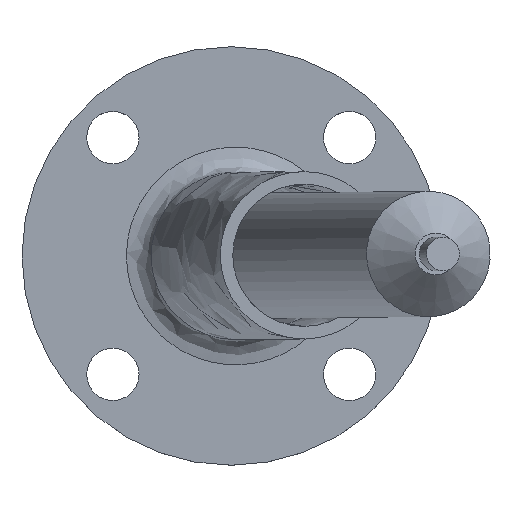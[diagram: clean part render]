
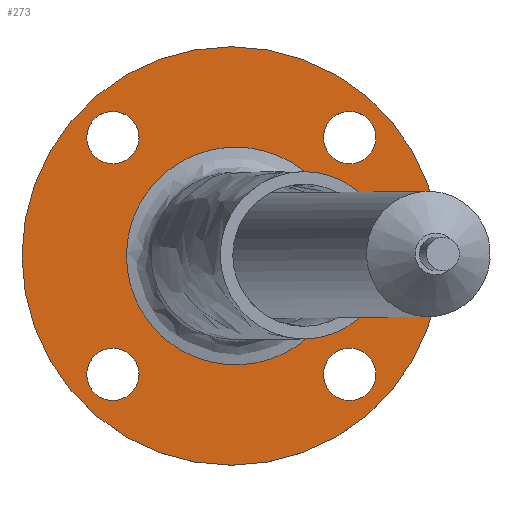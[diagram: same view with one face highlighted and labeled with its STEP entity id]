
A CAD part, top view. The second image highlights one B-rep face of the part: STEP entity #273.
In plain terms, the highlighted planar face has unit normal (0, 0, 1).
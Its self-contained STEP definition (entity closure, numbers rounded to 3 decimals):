
#23=B_SPLINE_CURVE_WITH_KNOTS('',3,(#617,#618,#619,#620,#621,#622,#623,
#624,#625,#626,#627,#628,#629,#630,#631,#632,#633),.UNSPECIFIED.,.T.,.F.,
(4,1,1,1,1,1,1,1,1,1,1,1,1,1,4),(-7.854,-7.405,-6.956,
-6.358,-6.059,-5.46,-5.161,
-4.563,-4.264,-3.665,-3.366,
-2.917,-2.468,-2.02,-1.571),
 .UNSPECIFIED.);
#36=FACE_BOUND('',#88,.T.);
#37=FACE_BOUND('',#89,.T.);
#38=FACE_BOUND('',#90,.T.);
#39=FACE_BOUND('',#91,.T.);
#40=FACE_BOUND('',#92,.T.);
#49=PLANE('',#355);
#68=FACE_OUTER_BOUND('',#87,.T.);
#87=EDGE_LOOP('',(#226));
#88=EDGE_LOOP('',(#227));
#89=EDGE_LOOP('',(#228));
#90=EDGE_LOOP('',(#229));
#91=EDGE_LOOP('',(#230));
#92=EDGE_LOOP('',(#231));
#131=CIRCLE('',#356,25.);
#132=CIRCLE('',#357,3.125);
#133=CIRCLE('',#358,3.125);
#134=CIRCLE('',#359,3.125);
#135=CIRCLE('',#360,3.125);
#149=VERTEX_POINT('',#592);
#153=VERTEX_POINT('',#657);
#154=VERTEX_POINT('',#659);
#155=VERTEX_POINT('',#661);
#156=VERTEX_POINT('',#663);
#157=VERTEX_POINT('',#665);
#177=EDGE_CURVE('',#149,#149,#23,.T.);
#180=EDGE_CURVE('',#153,#153,#131,.T.);
#181=EDGE_CURVE('',#154,#154,#132,.T.);
#182=EDGE_CURVE('',#155,#155,#133,.T.);
#183=EDGE_CURVE('',#156,#156,#134,.T.);
#184=EDGE_CURVE('',#157,#157,#135,.T.);
#226=ORIENTED_EDGE('',*,*,#180,.T.);
#227=ORIENTED_EDGE('',*,*,#181,.T.);
#228=ORIENTED_EDGE('',*,*,#182,.T.);
#229=ORIENTED_EDGE('',*,*,#183,.T.);
#230=ORIENTED_EDGE('',*,*,#184,.T.);
#231=ORIENTED_EDGE('',*,*,#177,.F.);
#273=ADVANCED_FACE('',(#68,#36,#37,#38,#39,#40),#49,.T.);
#355=AXIS2_PLACEMENT_3D('',#656,#415,#416);
#356=AXIS2_PLACEMENT_3D('',#658,#417,#418);
#357=AXIS2_PLACEMENT_3D('',#660,#419,#420);
#358=AXIS2_PLACEMENT_3D('',#662,#421,#422);
#359=AXIS2_PLACEMENT_3D('',#664,#423,#424);
#360=AXIS2_PLACEMENT_3D('',#666,#425,#426);
#415=DIRECTION('center_axis',(0.,0.,1.));
#416=DIRECTION('ref_axis',(1.,0.,0.));
#417=DIRECTION('center_axis',(0.,0.,1.));
#418=DIRECTION('ref_axis',(-1.,0.,0.));
#419=DIRECTION('center_axis',(0.,0.,-1.));
#420=DIRECTION('ref_axis',(1.,0.,0.));
#421=DIRECTION('center_axis',(0.,0.,-1.));
#422=DIRECTION('ref_axis',(1.,0.,0.));
#423=DIRECTION('center_axis',(0.,0.,-1.));
#424=DIRECTION('ref_axis',(1.,0.,0.));
#425=DIRECTION('center_axis',(0.,0.,-1.));
#426=DIRECTION('ref_axis',(1.,0.,0.));
#592=CARTESIAN_POINT('',(13.575,0.,3.));
#617=CARTESIAN_POINT('Ctrl Pts',(13.575,0.,
3.));
#618=CARTESIAN_POINT('Ctrl Pts',(13.575,1.948,3.));
#619=CARTESIAN_POINT('Ctrl Pts',(12.682,5.838,3.));
#620=CARTESIAN_POINT('Ctrl Pts',(8.514,11.049,3.));
#621=CARTESIAN_POINT('Ctrl Pts',(2.832,13.26,3.));
#622=CARTESIAN_POINT('Ctrl Pts',(-3.73,12.771,3.));
#623=CARTESIAN_POINT('Ctrl Pts',(-8.425,10.075,3.));
#624=CARTESIAN_POINT('Ctrl Pts',(-12.149,4.647,3.));
#625=CARTESIAN_POINT('Ctrl Pts',(-12.962,-0.709,3.));
#626=CARTESIAN_POINT('Ctrl Pts',(-11.01,-6.998,3.));
#627=CARTESIAN_POINT('Ctrl Pts',(-7.313,-10.959,3.));
#628=CARTESIAN_POINT('Ctrl Pts',(-1.798,-13.104,3.));
#629=CARTESIAN_POINT('Ctrl Pts',(3.523,-13.109,3.));
#630=CARTESIAN_POINT('Ctrl Pts',(8.932,-10.519,3.));
#631=CARTESIAN_POINT('Ctrl Pts',(12.681,-5.844,3.));
#632=CARTESIAN_POINT('Ctrl Pts',(13.575,-1.948,3.));
#633=CARTESIAN_POINT('Ctrl Pts',(13.575,0.,
3.));
#656=CARTESIAN_POINT('Origin',(0.,0.,3.));
#657=CARTESIAN_POINT('',(25.,0.,3.));
#658=CARTESIAN_POINT('Origin',(0.,0.,3.));
#659=CARTESIAN_POINT('',(-17.267,-14.142,3.));
#660=CARTESIAN_POINT('Origin',(-14.142,-14.142,3.));
#661=CARTESIAN_POINT('',(11.017,-14.142,3.));
#662=CARTESIAN_POINT('Origin',(14.142,-14.142,3.));
#663=CARTESIAN_POINT('',(11.017,14.142,3.));
#664=CARTESIAN_POINT('Origin',(14.142,14.142,3.));
#665=CARTESIAN_POINT('',(-17.267,14.142,3.));
#666=CARTESIAN_POINT('Origin',(-14.142,14.142,3.));
